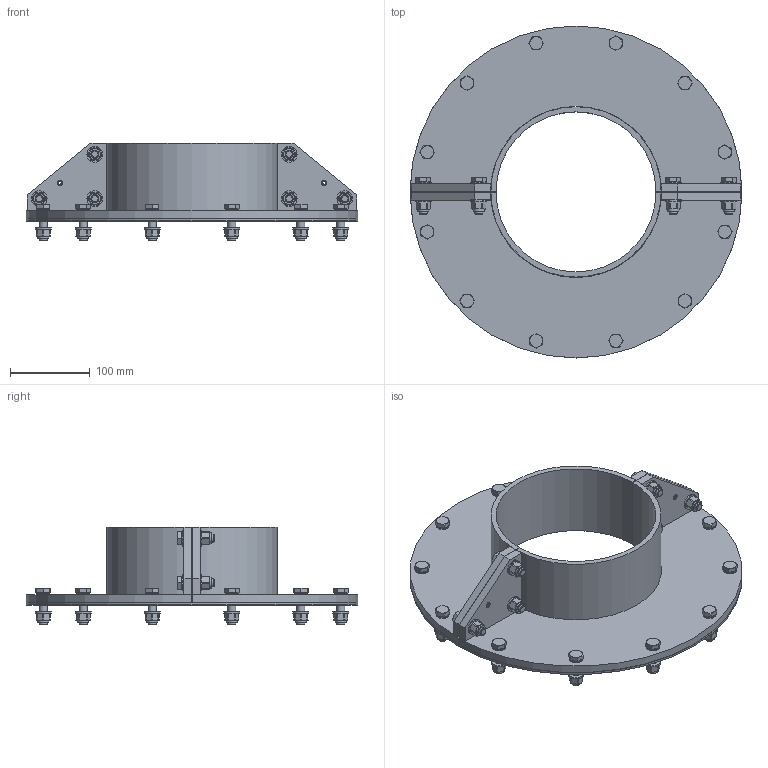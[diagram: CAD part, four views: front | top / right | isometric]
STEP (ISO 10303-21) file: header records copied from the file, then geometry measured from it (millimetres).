
FILE_DESCRIPTION((''),'2;1');
FILE_NAME('SLFORI200.stp','2018-02-02T10:32:44',(''),(''),'Autodesk Inventor 2013','Autodesk Inventor 2013','');
FILE_SCHEMA(('AUTOMOTIVE_DESIGN { 1 0 10303 214 1 1 1 1 }'));
Length unit declared in the file: millimetre
Products named in the file (14): SLFO RI; SLFO RI 200 HALF; SLEEVE-200; FLANGE-200; FRP_6x20; SLFO RI 100-644 EAR; Screw Kit M10X40 L20,4 mm; ISO 4017 M10 x 40; ISO 7089 10 - 140 HV; Locking nut M10; SLFO RI 100-200 GASKET SMALL; Mount KIT M10; TREDO M10; GASKET 200
Assembly tree (36 placements, depth 3):
  SLFO RI
    SLFO RI 200 HALF  x2
      SLEEVE-200
      FLANGE-200
      FRP_6x20
      SLFO RI 100-644 EAR
    Screw Kit M10X40 L20,4 mm  x6
      ISO 4017 M10 x 40
      ISO 7089 10 - 140 HV
      Locking nut M10
    SLFO RI 100-200 GASKET SMALL  x2
    Mount KIT M10  x12
      ISO 7089 10 - 140 HV
      TREDO M10
      ISO 4017 M10 x 40
      Locking nut M10
    GASKET 200
Bounding box: 417 x 417 x 123 mm (x, y, z)
Volume: 1845213.3 mm3; surface area: 614391.4 mm2
Topology: 85 solids, 85 shells, 1740 faces, 4052 edges, 2596 vertices
Faces by surface type: cone 640, plane 542, cylinder 446, torus 112
Full cylindrical faces by diameter (mm): 6.7 x4, 8.376 x108, 10 x32, 10.108 x18, 10.5 x24, 10.7 x24, 12 x18, 12.3 x12, 12.5 x12, 14.084 x18, 14.63 x18, 16 x12, 20 x24, 357 x1, 417 x1
Entity records: 4883 total; most frequent: DIRECTION 820, CARTESIAN_POINT 801, ORIENTED_EDGE 572, AXIS2_PLACEMENT_3D 365, EDGE_LOOP 298, EDGE_CURVE 286, VERTEX_POINT 226, FACE_OUTER_BOUND 159
